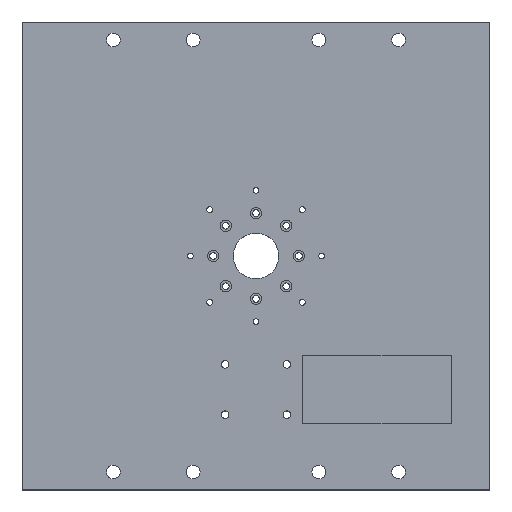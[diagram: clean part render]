
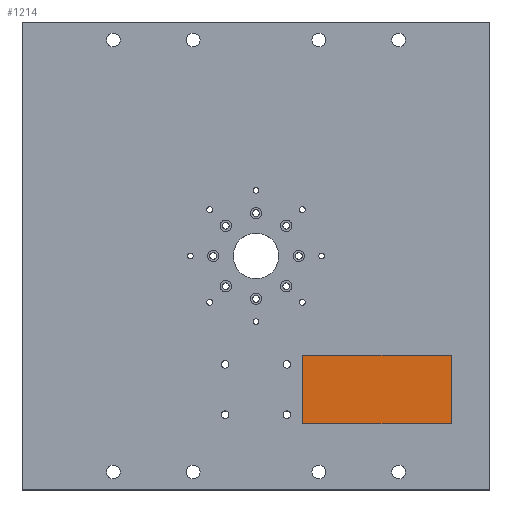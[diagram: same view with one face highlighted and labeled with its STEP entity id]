
A CAD part, top view. The second image highlights one B-rep face of the part: STEP entity #1214.
In plain terms, the highlighted planar face has unit normal (0, 0, 1).
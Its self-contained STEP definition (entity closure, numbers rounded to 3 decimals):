
#106=PLANE('',#1363);
#153=FACE_OUTER_BOUND('',#229,.T.);
#229=EDGE_LOOP('',(#965,#966,#967,#968));
#338=LINE('',#2014,#403);
#342=LINE('',#2021,#407);
#345=LINE('',#2027,#410);
#347=LINE('',#2030,#412);
#403=VECTOR('',#1658,10.);
#407=VECTOR('',#1664,10.);
#410=VECTOR('',#1669,10.);
#412=VECTOR('',#1673,10.);
#610=VERTEX_POINT('',#2011);
#611=VERTEX_POINT('',#2013);
#613=VERTEX_POINT('',#2019);
#615=VERTEX_POINT('',#2025);
#746=EDGE_CURVE('',#610,#611,#338,.T.);
#750=EDGE_CURVE('',#613,#610,#342,.T.);
#753=EDGE_CURVE('',#615,#613,#345,.T.);
#755=EDGE_CURVE('',#611,#615,#347,.T.);
#965=ORIENTED_EDGE('',*,*,#755,.F.);
#966=ORIENTED_EDGE('',*,*,#746,.F.);
#967=ORIENTED_EDGE('',*,*,#750,.F.);
#968=ORIENTED_EDGE('',*,*,#753,.F.);
#1214=ADVANCED_FACE('',(#153),#106,.F.);
#1363=AXIS2_PLACEMENT_3D('',#2031,#1674,#1675);
#1658=DIRECTION('',(0.,-1.,0.));
#1664=DIRECTION('',(1.,0.,0.));
#1669=DIRECTION('',(0.,1.,0.));
#1673=DIRECTION('',(-1.,0.,0.));
#1674=DIRECTION('center_axis',(0.,0.,-1.));
#1675=DIRECTION('ref_axis',(-1.,0.,0.));
#2011=CARTESIAN_POINT('',(211.,73.5,-21.));
#2013=CARTESIAN_POINT('',(211.,13.5,-21.));
#2014=CARTESIAN_POINT('',(211.,117.,-21.));
#2019=CARTESIAN_POINT('',(81.,73.5,-21.));
#2021=CARTESIAN_POINT('',(60.5,73.5,-21.));
#2025=CARTESIAN_POINT('',(81.,13.5,-21.));
#2027=CARTESIAN_POINT('',(81.,87.,-21.));
#2030=CARTESIAN_POINT('',(125.5,13.5,-21.));
#2031=CARTESIAN_POINT('Origin',(40.,160.5,-21.));
